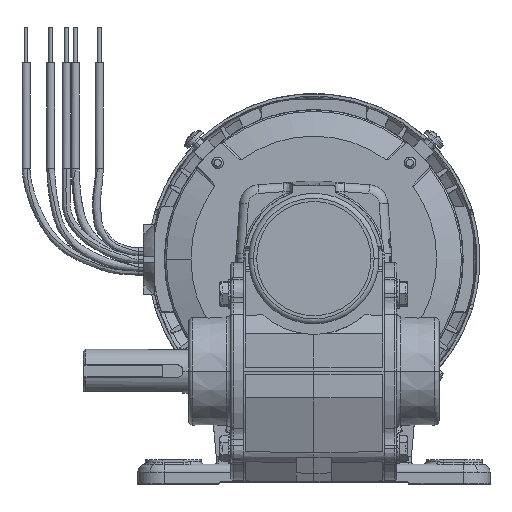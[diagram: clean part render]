
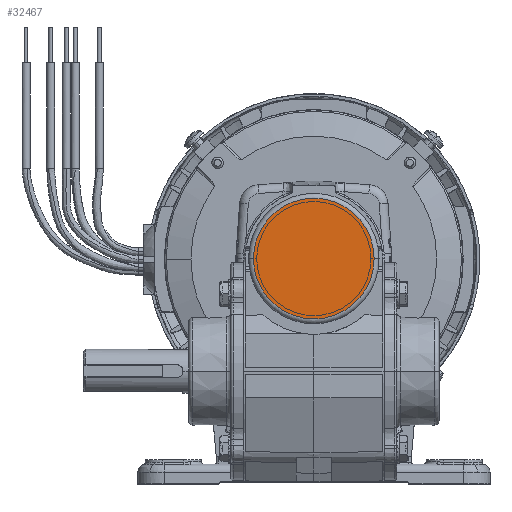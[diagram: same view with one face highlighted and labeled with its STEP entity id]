
A CAD part, top view. The second image highlights one B-rep face of the part: STEP entity #32467.
In plain terms, the highlighted face is planar.
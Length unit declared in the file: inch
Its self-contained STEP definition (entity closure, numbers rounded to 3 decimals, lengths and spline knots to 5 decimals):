
#7021 = CIRCLE ( 'NONE', #10979, 0.86 ) ;
#10979 = AXIS2_PLACEMENT_3D ( 'NONE', #12969, #12970, #12971 ) ;
#11058 = AXIS2_PLACEMENT_3D ( 'NONE', #14588, #14589, #14590 ) ;
#11516 = AXIS2_PLACEMENT_3D ( 'NONE', #78028, #78038, #78039 ) ;
#12969 = CARTESIAN_POINT ( 'NONE',  ( 0., 0., -0.14 ) ) ;
#12970 = DIRECTION ( 'NONE',  ( 0., 0., -1. ) ) ;
#12971 = DIRECTION ( 'NONE',  ( -1., 0., 0. ) ) ;
#14588 = CARTESIAN_POINT ( 'NONE',  ( 0., 0., -0.14 ) ) ;
#14589 = DIRECTION ( 'NONE',  ( 0., 0., -1. ) ) ;
#14590 = DIRECTION ( 'NONE',  ( -1., 0., 0. ) ) ;
#15175 = CIRCLE ( 'NONE', #11058, 0.86 ) ;
#30240 = EDGE_CURVE ( 'NONE', #56600, #56471, #7021, .T. ) ;
#30389 = EDGE_CURVE ( 'NONE', #56471, #56600, #15175, .T. ) ;
#32467 = ADVANCED_FACE ( 'NONE', ( #73803 ), #78033, .T. ) ;
#41493 = CARTESIAN_POINT ( 'NONE',  ( 0.86, 0., -0.14 ) ) ;
#41564 = CARTESIAN_POINT ( 'NONE',  ( -0.86, 0., -0.14 ) ) ;
#54786 = EDGE_LOOP ( 'NONE', ( #64322, #64321 ) ) ;
#56471 = VERTEX_POINT ( 'NONE', #41493 ) ;
#56600 = VERTEX_POINT ( 'NONE', #41564 ) ;
#64321 = ORIENTED_EDGE ( 'NONE', *, *, #30389, .T. ) ;
#64322 = ORIENTED_EDGE ( 'NONE', *, *, #30240, .T. ) ;
#73803 = FACE_OUTER_BOUND ( 'NONE', #54786, .T. ) ;
#78028 = CARTESIAN_POINT ( 'NONE',  ( 0., 0.86, -0.14 ) ) ;
#78033 = PLANE ( 'NONE',  #11516 ) ;
#78038 = DIRECTION ( 'NONE',  ( 0., 0., -1. ) ) ;
#78039 = DIRECTION ( 'NONE',  ( -1., 0., 0. ) ) ;
